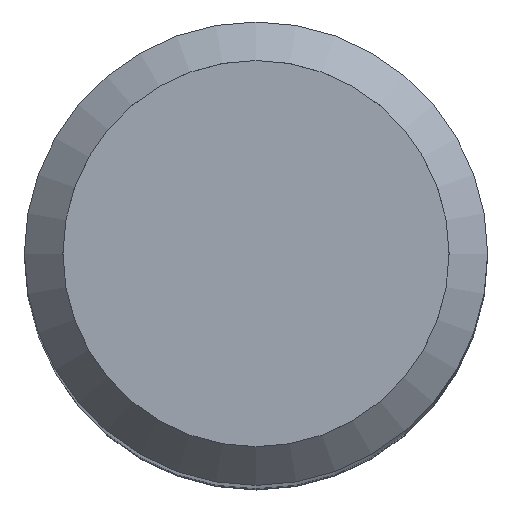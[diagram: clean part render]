
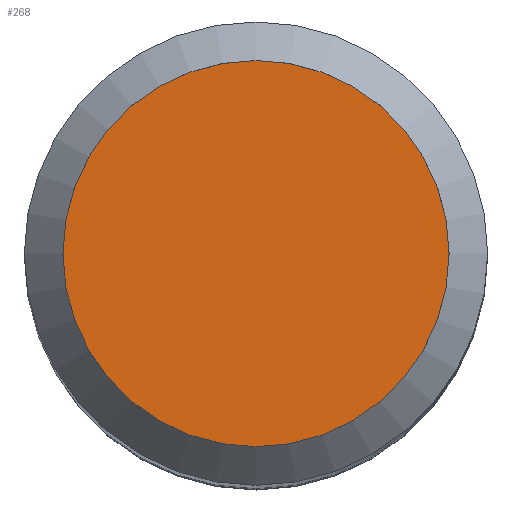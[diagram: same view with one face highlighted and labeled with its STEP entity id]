
A CAD part, top view. The second image highlights one B-rep face of the part: STEP entity #268.
In plain terms, the highlighted planar face has unit normal (0, 0, 1).
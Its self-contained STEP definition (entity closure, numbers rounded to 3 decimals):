
#91=PLANE('',#294);
#100=CIRCLE('',#290,5.);
#101=CIRCLE('',#291,5.);
#119=VERTEX_POINT('',#416);
#120=VERTEX_POINT('',#418);
#163=EDGE_CURVE('',#120,#119,#100,.F.);
#164=EDGE_CURVE('',#119,#120,#101,.F.);
#211=ORIENTED_EDGE('',*,*,#163,.T.);
#212=ORIENTED_EDGE('',*,*,#164,.T.);
#240=EDGE_LOOP('',(#211,#212));
#254=FACE_BOUND('',#240,.T.);
#268=ADVANCED_FACE('',(#254),#91,.F.);
#290=AXIS2_PLACEMENT_3D('',#417,#346,#347);
#291=AXIS2_PLACEMENT_3D('',#419,#348,#349);
#294=AXIS2_PLACEMENT_3D('',#423,#354,$);
#346=DIRECTION('',(0.,0.,-1.));
#347=DIRECTION('',(-5.,0.,0.));
#348=DIRECTION('',(0.,0.,-1.));
#349=DIRECTION('',(-5.,0.,0.));
#354=DIRECTION('',(0.,0.,-1.));
#416=CARTESIAN_POINT('',(-5.,0.,0.));
#417=CARTESIAN_POINT('',(0.,0.,0.));
#418=CARTESIAN_POINT('',(5.,0.,0.));
#419=CARTESIAN_POINT('',(0.,0.,0.));
#423=CARTESIAN_POINT('',(0.,5.,0.));
